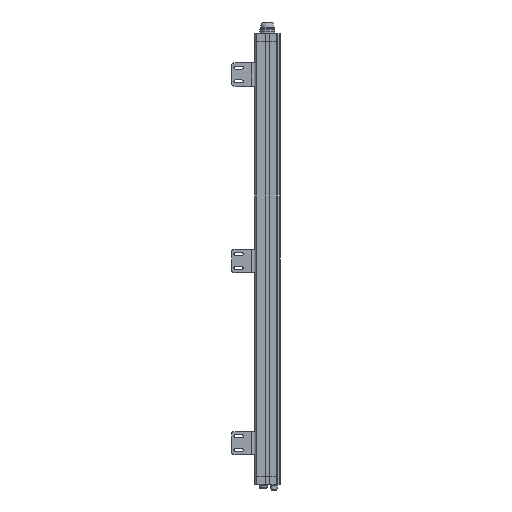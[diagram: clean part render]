
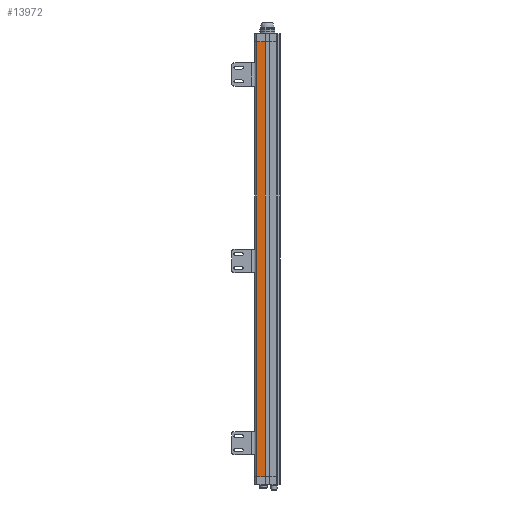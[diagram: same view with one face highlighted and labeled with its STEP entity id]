
A CAD part, front view. The second image highlights one B-rep face of the part: STEP entity #13972.
In plain terms, the highlighted planar face has unit normal (0, -1, 0).
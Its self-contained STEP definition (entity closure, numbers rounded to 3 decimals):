
#1184 = VECTOR ( 'NONE', #4583, 1000. ) ;
#1419 = CARTESIAN_POINT ( 'NONE',  ( 445.642, 876.944, 967.5 ) ) ;
#1913 = ORIENTED_EDGE ( 'NONE', *, *, #3265, .F. ) ;
#2248 = DIRECTION ( 'NONE',  ( 0., 0., -1. ) ) ;
#2451 = CARTESIAN_POINT ( 'NONE',  ( 445.642, 876.944, 29. ) ) ;
#3095 = DIRECTION ( 'NONE',  ( 0., 0., -1. ) ) ;
#3265 = EDGE_CURVE ( 'NONE', #13893, #16220, #5433, .T. ) ;
#3397 = VECTOR ( 'NONE', #16150, 1000. ) ;
#3771 = ORIENTED_EDGE ( 'NONE', *, *, #5849, .T. ) ;
#4445 = AXIS2_PLACEMENT_3D ( 'NONE', #6257, #18207, #3095 ) ;
#4583 = DIRECTION ( 'NONE',  ( 0., 0., 1. ) ) ;
#4657 = ORIENTED_EDGE ( 'NONE', *, *, #7974, .T. ) ;
#5429 = VECTOR ( 'NONE', #16332, 1000. ) ;
#5433 = LINE ( 'NONE', #10141, #3397 ) ;
#5849 = EDGE_CURVE ( 'NONE', #13893, #16709, #10311, .T. ) ;
#6046 = VECTOR ( 'NONE', #2248, 1000. ) ;
#6257 = CARTESIAN_POINT ( 'NONE',  ( 426.642, 876.944, 29. ) ) ;
#6835 = CARTESIAN_POINT ( 'NONE',  ( 426.642, 876.944, 29. ) ) ;
#7603 = CARTESIAN_POINT ( 'NONE',  ( 426.642, 876.944, 967.5 ) ) ;
#7974 = EDGE_CURVE ( 'NONE', #16709, #14461, #8681, .T. ) ;
#8681 = LINE ( 'NONE', #18267, #5429 ) ;
#10141 = CARTESIAN_POINT ( 'NONE',  ( 448.009, 876.944, 967.5 ) ) ;
#10311 = LINE ( 'NONE', #6835, #6046 ) ;
#11208 = LINE ( 'NONE', #15403, #1184 ) ;
#12403 = FACE_OUTER_BOUND ( 'NONE', #19358, .T. ) ;
#13750 = EDGE_CURVE ( 'NONE', #14461, #16220, #11208, .T. ) ;
#13779 = ORIENTED_EDGE ( 'NONE', *, *, #13750, .T. ) ;
#13893 = VERTEX_POINT ( 'NONE', #7603 ) ;
#13972 = ADVANCED_FACE ( 'NONE', ( #12403 ), #18402, .T. ) ;
#14461 = VERTEX_POINT ( 'NONE', #2451 ) ;
#15403 = CARTESIAN_POINT ( 'NONE',  ( 445.642, 876.944, 29. ) ) ;
#16150 = DIRECTION ( 'NONE',  ( 1., 0., 0. ) ) ;
#16220 = VERTEX_POINT ( 'NONE', #1419 ) ;
#16332 = DIRECTION ( 'NONE',  ( 1., 0., 0. ) ) ;
#16709 = VERTEX_POINT ( 'NONE', #19829 ) ;
#18207 = DIRECTION ( 'NONE',  ( 0., -1., 0. ) ) ;
#18267 = CARTESIAN_POINT ( 'NONE',  ( 448.02, 876.944, 29. ) ) ;
#18402 = PLANE ( 'NONE',  #4445 ) ;
#19358 = EDGE_LOOP ( 'NONE', ( #13779, #1913, #3771, #4657 ) ) ;
#19829 = CARTESIAN_POINT ( 'NONE',  ( 426.642, 876.944, 29. ) ) ;
